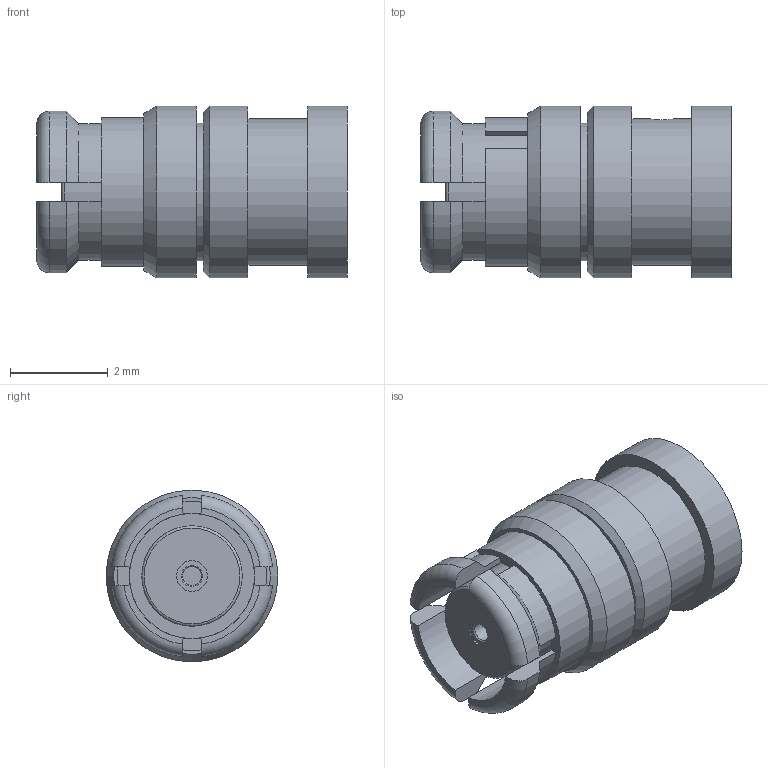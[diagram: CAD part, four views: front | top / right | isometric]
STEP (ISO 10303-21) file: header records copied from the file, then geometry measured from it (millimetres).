
FILE_DESCRIPTION (( 'STEP AP203' ), '1' );
FILE_NAME ('PE44786_3D.step', '2020-09-08T23:19:56', ( '' ), ( '' ), 'SwSTEP 2.0', 'SolidWorks 2018', '' );
FILE_SCHEMA (( 'CONFIG_CONTROL_DESIGN' ));
Length unit declared in the file: inch
Products named in the file (1): PE44786_3D
Bounding box: 6.35 x 3.52 x 3.52 mm (x, y, z)
Volume: 37.2 mm3; surface area: 144.6 mm2
Topology: 1 solids, 1 shells, 59 faces, 142 edges, 94 vertices
Faces by surface type: plane 26, cylinder 20, cone 8, torus 5
Full cylindrical faces by diameter (mm): 0.381 x1, 0.508 x1, 0.635 x1, 2.057 x1, 2.261 x1, 2.565 x1, 2.822 x1, 2.996 x1, 3.516 x3
Entity records: 1777 total; most frequent: CARTESIAN_POINT 382, DIRECTION 280, ORIENTED_EDGE 244, EDGE_CURVE 122, AXIS2_PLACEMENT_3D 116, VERTEX_POINT 90, EDGE_LOOP 86, FACE_OUTER_BOUND 71
